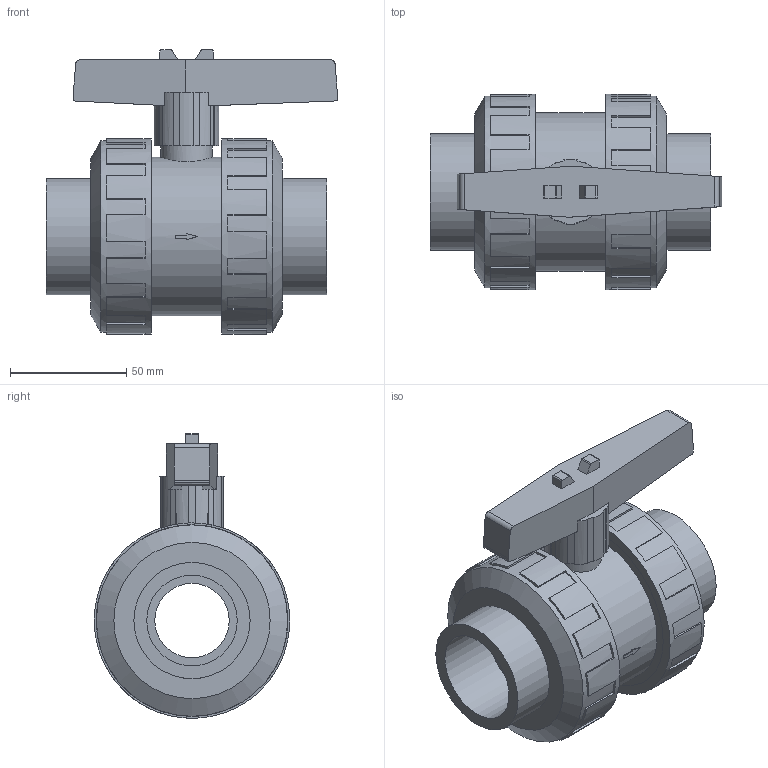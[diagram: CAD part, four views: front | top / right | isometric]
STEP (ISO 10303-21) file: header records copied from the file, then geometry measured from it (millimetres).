
FILE_DESCRIPTION((''),'2;1');
FILE_NAME('PV10043C032.stp','2022-02-17T09:29:31',('RL'),(''),'Autodesk Inventor 2012','Autodesk Inventor 2012','');
FILE_SCHEMA(('AUTOMOTIVE_DESIGN { 1 0 10303 214 1 1 1 1 }'));
Length unit declared in the file: millimetre
Products named in the file (1): PV10043C032
Bounding box: 125.25 x 84 x 122.33 mm (x, y, z)
Volume: 381676.7 mm3; surface area: 94741.9 mm2
Topology: 1 solids, 1 shells, 247 faces, 672 edges, 446 vertices
Faces by surface type: plane 206, cylinder 39, cone 2
Full cylindrical faces by diameter (mm): 21.98 x1, 32 x1, 38.95 x2, 49.98 x2, 50 x2, 68.02 x2, 68.04 x3, 75.58 x2, 75.6 x2, 82.32 x2, 84 x2
Entity records: 7869 total; most frequent: CARTESIAN_POINT 1377, DIRECTION 1346, ORIENTED_EDGE 1296, EDGE_CURVE 648, AXIS2_PLACEMENT_3D 453, VERTEX_POINT 446, VECTOR 440, LINE 440
